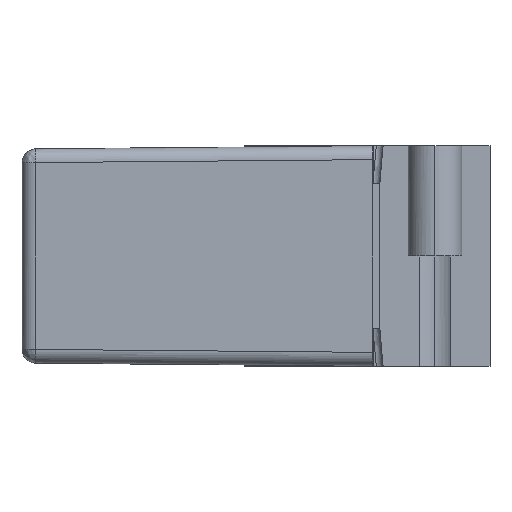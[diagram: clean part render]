
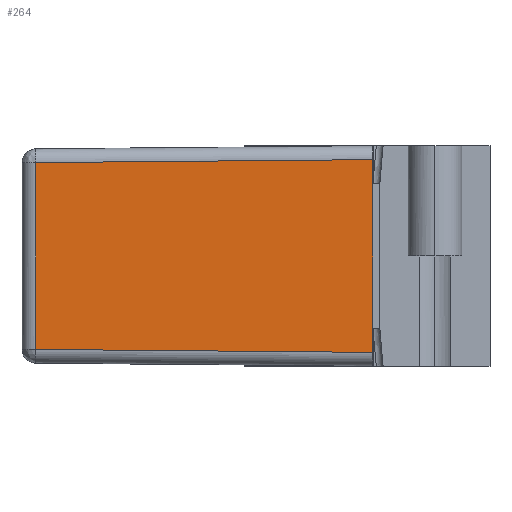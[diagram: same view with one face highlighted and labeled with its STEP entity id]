
A CAD part, left-side view. The second image highlights one B-rep face of the part: STEP entity #264.
In plain terms, the highlighted planar face has unit normal (-1, 0.004, 0).
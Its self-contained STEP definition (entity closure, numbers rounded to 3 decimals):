
#264=ADVANCED_FACE('',(#528),#4113,.T.);
#528=FACE_OUTER_BOUND('',#798,.T.);
#798=EDGE_LOOP('',(#1994,#1995,#1996,#1997));
#1994=ORIENTED_EDGE('',*,*,#2790,.T.);
#1995=ORIENTED_EDGE('',*,*,#2833,.F.);
#1996=ORIENTED_EDGE('',*,*,#2789,.F.);
#1997=ORIENTED_EDGE('',*,*,#2834,.F.);
#2789=EDGE_CURVE('',#3941,#3942,#3308,.T.);
#2790=EDGE_CURVE('',#3937,#3943,#3309,.T.);
#2833=EDGE_CURVE('',#3942,#3943,#3337,.T.);
#2834=EDGE_CURVE('',#3937,#3941,#3338,.T.);
#3308=B_SPLINE_CURVE_WITH_KNOTS('',1,(#11745,#11746),.UNSPECIFIED.,.F.,
 .F.,(2,2),(-14.,0.),.UNSPECIFIED.);
#3309=B_SPLINE_CURVE_WITH_KNOTS('',1,(#11747,#11748),.UNSPECIFIED.,.F.,
 .F.,(2,2),(-13.572,0.),.UNSPECIFIED.);
#3337=B_SPLINE_CURVE_WITH_KNOTS('',1,(#11848,#11849),.UNSPECIFIED.,.F.,
 .F.,(2,2),(-24.505,0.),.UNSPECIFIED.);
#3338=B_SPLINE_CURVE_WITH_KNOTS('',1,(#11850,#11851),.UNSPECIFIED.,.F.,
 .F.,(2,2),(0.,24.505),.UNSPECIFIED.);
#3937=VERTEX_POINT('',#10736);
#3941=VERTEX_POINT('',#10740);
#3942=VERTEX_POINT('',#10741);
#3943=VERTEX_POINT('',#10742);
#4113=PLANE('',#4392);
#4392=AXIS2_PLACEMENT_3D('',#10181,#4520,$);
#4520=DIRECTION('',(-1.,0.004,0.));
#10181=CARTESIAN_POINT('',(-19.81,6.048,16.401));
#10736=CARTESIAN_POINT('',(-19.704,33.004,14.786));
#10740=CARTESIAN_POINT('',(-19.8,8.5,15.));
#10741=CARTESIAN_POINT('',(-19.8,8.5,1.));
#10742=CARTESIAN_POINT('',(-19.704,33.004,1.214));
#11745=CARTESIAN_POINT('',(-19.8,8.5,15.));
#11746=CARTESIAN_POINT('',(-19.8,8.5,1.));
#11747=CARTESIAN_POINT('',(-19.704,33.004,14.786));
#11748=CARTESIAN_POINT('',(-19.704,33.004,1.214));
#11848=CARTESIAN_POINT('',(-19.8,8.5,1.));
#11849=CARTESIAN_POINT('',(-19.704,33.004,1.214));
#11850=CARTESIAN_POINT('',(-19.704,33.004,14.786));
#11851=CARTESIAN_POINT('',(-19.8,8.5,15.));
